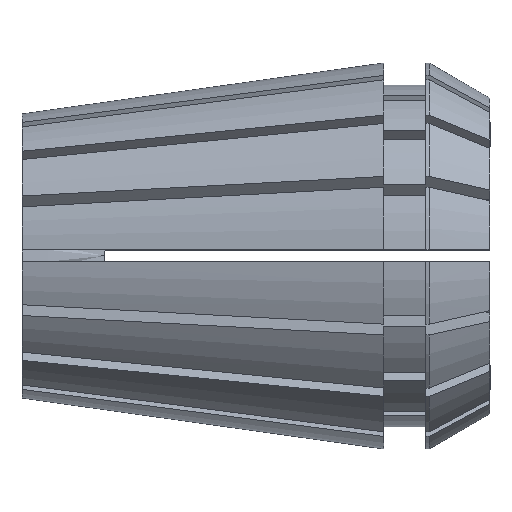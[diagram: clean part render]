
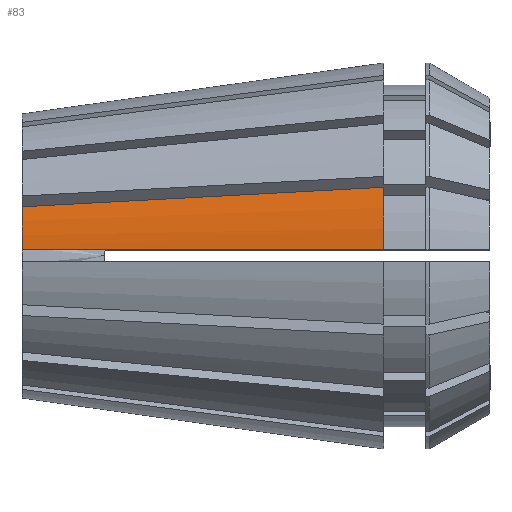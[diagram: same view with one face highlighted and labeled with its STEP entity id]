
A CAD part, top view. The second image highlights one B-rep face of the part: STEP entity #83.
In plain terms, the highlighted conical face has half-angle 8 degrees and reference radius 16.5 mm.
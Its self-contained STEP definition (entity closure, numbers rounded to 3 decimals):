
#81 = VERTEX_POINT ( 'NONE', #4042 ) ;
#83 = ADVANCED_FACE ( 'NONE', ( #2994 ), #739, .T. ) ;
#85 = CARTESIAN_POINT ( 'NONE',  ( 18.76, 0.5, 14.786 ) ) ;
#150 = CARTESIAN_POINT ( 'NONE',  ( 26.133, 0.5, 15.822 ) ) ;
#309 = ORIENTED_EDGE ( 'NONE', *, *, #5788, .F. ) ;
#473 = CARTESIAN_POINT ( 'NONE',  ( 7.045, 4.566, 12.33 ) ) ;
#480 = DIRECTION ( 'NONE',  ( 1., 0., 0. ) ) ;
#561 = CARTESIAN_POINT ( 'NONE',  ( 30.9, 0.5, 16.493 ) ) ;
#605 = CARTESIAN_POINT ( 'NONE',  ( 2.677, 0.5, 12.524 ) ) ;
#739 = CONICAL_SURFACE ( 'NONE', #4666, 16.5, 0.14 ) ;
#1013 = CIRCLE ( 'NONE', #5199, 16.5 ) ;
#1302 = ORIENTED_EDGE ( 'NONE', *, *, #4028, .F. ) ;
#1348 = DIRECTION ( 'NONE',  ( 0., 0., 1. ) ) ;
#1427 = CARTESIAN_POINT ( 'NONE',  ( 29.311, 0.5, 16.269 ) ) ;
#1510 = ORIENTED_EDGE ( 'NONE', *, *, #4173, .F. ) ;
#1802 = CARTESIAN_POINT ( 'NONE',  ( 30.9, 5.85, 15.429 ) ) ;
#1823 = CARTESIAN_POINT ( 'NONE',  ( 27.645, 5.674, 15.006 ) ) ;
#1951 = VERTEX_POINT ( 'NONE', #4106 ) ;
#1995 = EDGE_LOOP ( 'NONE', ( #1302, #309, #1510, #4684 ) ) ;
#2052 = CARTESIAN_POINT ( 'NONE',  ( 0., 4.187, 11.414 ) ) ;
#2994 = FACE_OUTER_BOUND ( 'NONE', #1995, .T. ) ;
#3093 = VERTEX_POINT ( 'NONE', #561 ) ;
#3126 = DIRECTION ( 'NONE',  ( -1., 0., 0. ) ) ;
#3131 = CARTESIAN_POINT ( 'NONE',  ( 24.391, 5.499, 14.583 ) ) ;
#3143 = AXIS2_PLACEMENT_3D ( 'NONE', #4048, #3126, #1348 ) ;
#3149 = CARTESIAN_POINT ( 'NONE',  ( 21.136, 5.324, 14.16 ) ) ;
#3220 = CARTESIAN_POINT ( 'NONE',  ( 30.9, 0.5, 16.493 ) ) ;
#3391 = DIRECTION ( 'NONE',  ( -1., 0., 0. ) ) ;
#3585 = B_SPLINE_CURVE_WITH_KNOTS ( 'NONE', 3,
 ( #4075, #473, #4456, #3149, #3131, #1823, #1802 ),
 .UNSPECIFIED., .F., .F.,
 ( 4, 3, 4 ),
 ( 0., 0.021, 0.031 ),
 .UNSPECIFIED. ) ;
#3749 = CARTESIAN_POINT ( 'NONE',  ( 1.338, 0.5, 12.336 ) ) ;
#3831 = CARTESIAN_POINT ( 'NONE',  ( 30.9, 0., 0. ) ) ;
#3963 = B_SPLINE_CURVE_WITH_KNOTS ( 'NONE', 3,
 ( #3220, #1427, #5518, #150, #85, #5026, #4626, #605, #3749, #4186 ),
 .UNSPECIFIED., .F., .F.,
 ( 4, 3, 3, 4 ),
 ( 0.06, 0.064, 0.087, 0.091 ),
 .UNSPECIFIED. ) ;
#4028 = EDGE_CURVE ( 'NONE', #4268, #81, #3585, .T. ) ;
#4042 = CARTESIAN_POINT ( 'NONE',  ( 30.9, 5.85, 15.429 ) ) ;
#4048 = CARTESIAN_POINT ( 'NONE',  ( 0., 0., 0. ) ) ;
#4075 = CARTESIAN_POINT ( 'NONE',  ( 0., 4.187, 11.414 ) ) ;
#4106 = CARTESIAN_POINT ( 'NONE',  ( 0., 0.5, 12.147 ) ) ;
#4173 = EDGE_CURVE ( 'NONE', #3093, #1951, #3963, .T. ) ;
#4186 = CARTESIAN_POINT ( 'NONE',  ( 0., 0.5, 12.147 ) ) ;
#4268 = VERTEX_POINT ( 'NONE', #2052 ) ;
#4278 = CIRCLE ( 'NONE', #3143, 12.158 ) ;
#4456 = CARTESIAN_POINT ( 'NONE',  ( 14.091, 4.945, 13.245 ) ) ;
#4506 = DIRECTION ( 'NONE',  ( 0., 0., -1. ) ) ;
#4626 = CARTESIAN_POINT ( 'NONE',  ( 4.015, 0.5, 12.712 ) ) ;
#4666 = AXIS2_PLACEMENT_3D ( 'NONE', #5035, #480, #4506 ) ;
#4684 = ORIENTED_EDGE ( 'NONE', *, *, #5034, .T. ) ;
#5026 = CARTESIAN_POINT ( 'NONE',  ( 11.388, 0.5, 13.749 ) ) ;
#5034 = EDGE_CURVE ( 'NONE', #3093, #81, #1013, .T. ) ;
#5035 = CARTESIAN_POINT ( 'NONE',  ( 30.9, 0., 0. ) ) ;
#5181 = DIRECTION ( 'NONE',  ( 0., 0., 1. ) ) ;
#5199 = AXIS2_PLACEMENT_3D ( 'NONE', #3831, #3391, #5181 ) ;
#5518 = CARTESIAN_POINT ( 'NONE',  ( 27.722, 0.5, 16.046 ) ) ;
#5788 = EDGE_CURVE ( 'NONE', #1951, #4268, #4278, .T. ) ;
